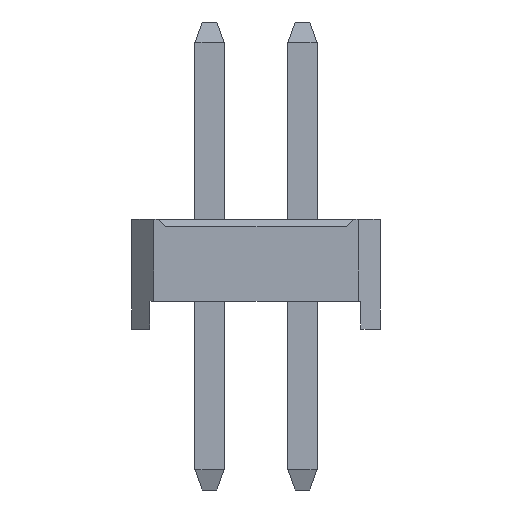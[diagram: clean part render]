
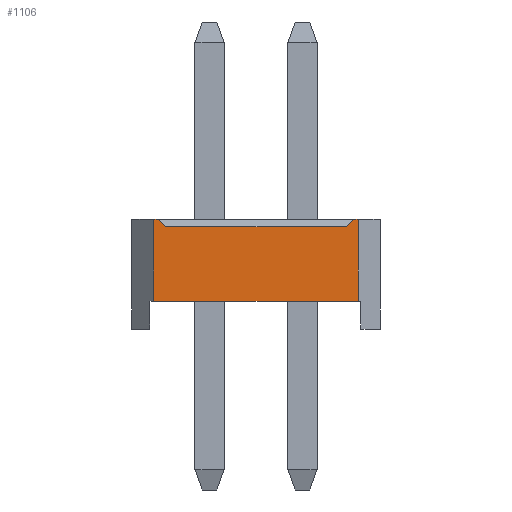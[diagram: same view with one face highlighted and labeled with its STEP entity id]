
A CAD part, left-side view. The second image highlights one B-rep face of the part: STEP entity #1106.
In plain terms, the highlighted planar face has unit normal (-1, 0, 0).
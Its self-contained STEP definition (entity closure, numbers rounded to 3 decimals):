
#1106=ADVANCED_FACE('',(#4604),#4606,.T.);
#4604=FACE_BOUND('',#4605,.T.);
#4605=EDGE_LOOP('',(#7355,#7356,#7357,#7358,#7359,#7360,#7361,#7362));
#4606=PLANE('',#4607);
#4607=AXIS2_PLACEMENT_3D('',#4608,#4609,#4610);
#4608=CARTESIAN_POINT('',(-0.635,2.035,0.));
#4609=DIRECTION('',(-1.,0.,0.));
#4610=DIRECTION('',(0.,-1.,0.));
#7355=ORIENTED_EDGE('',*,*,#9058,.F.);
#7356=ORIENTED_EDGE('',*,*,#9059,.T.);
#7357=ORIENTED_EDGE('',*,*,#9060,.F.);
#7358=ORIENTED_EDGE('',*,*,#8702,.F.);
#7359=ORIENTED_EDGE('',*,*,#9061,.F.);
#7360=ORIENTED_EDGE('',*,*,#8564,.T.);
#7361=ORIENTED_EDGE('',*,*,#9057,.T.);
#7362=ORIENTED_EDGE('',*,*,#8706,.F.);
#8564=EDGE_CURVE('',#9535,#9533,#9536,.T.);
#8702=EDGE_CURVE('',#9809,#9811,#9812,.T.);
#8706=EDGE_CURVE('',#9817,#9819,#9820,.T.);
#9057=EDGE_CURVE('',#9533,#9819,#10404,.T.);
#9058=EDGE_CURVE('',#10405,#9817,#10406,.F.);
#9059=EDGE_CURVE('',#10405,#10407,#10408,.T.);
#9060=EDGE_CURVE('',#9811,#10407,#10409,.F.);
#9061=EDGE_CURVE('',#9535,#9809,#10410,.T.);
#9533=VERTEX_POINT('',#11106);
#9535=VERTEX_POINT('',#11110);
#9536=LINE('',#11111,#11112);
#9809=VERTEX_POINT('',#11658);
#9811=VERTEX_POINT('',#11662);
#9812=LINE('',#11663,#11664);
#9817=VERTEX_POINT('',#11674);
#9819=VERTEX_POINT('',#11678);
#9820=LINE('',#11679,#11680);
#10404=LINE('',#12965,#12966);
#10405=VERTEX_POINT('',#12968);
#10406=LINE('',#12969,#12970);
#10407=VERTEX_POINT('',#12972);
#10408=LINE('',#12973,#12974);
#10409=LINE('',#12976,#12977);
#10410=LINE('',#12979,#12980);
#11106=CARTESIAN_POINT('',(-0.635,-0.765,0.38));
#11110=CARTESIAN_POINT('',(-0.635,2.035,0.38));
#11111=CARTESIAN_POINT('',(-0.635,2.035,0.38));
#11112=VECTOR('',#11113,1.);
#11113=DIRECTION('',(0.,-1.,0.));
#11658=CARTESIAN_POINT('',(-0.635,2.035,1.5));
#11662=CARTESIAN_POINT('',(-0.635,1.97,1.5));
#11663=CARTESIAN_POINT('',(-0.635,2.035,1.5));
#11664=VECTOR('',#11665,1.);
#11665=DIRECTION('',(0.,-1.,0.));
#11674=CARTESIAN_POINT('',(-0.635,-0.7,1.5));
#11678=CARTESIAN_POINT('',(-0.635,-0.765,1.5));
#11679=CARTESIAN_POINT('',(-0.635,-0.7,1.5));
#11680=VECTOR('',#11681,1.);
#11681=DIRECTION('',(0.,-1.,0.));
#12965=CARTESIAN_POINT('',(-0.635,-0.765,0.38));
#12966=VECTOR('',#12967,1.);
#12967=DIRECTION('',(0.,0.,1.));
#12968=CARTESIAN_POINT('',(-0.635,-0.6,1.4));
#12969=CARTESIAN_POINT('',(-0.635,-0.7,1.5));
#12970=VECTOR('',#12971,1.);
#12971=DIRECTION('',(0.,0.707,-0.707));
#12972=CARTESIAN_POINT('',(-0.635,1.87,1.4));
#12973=CARTESIAN_POINT('',(-0.635,-0.6,1.4));
#12974=VECTOR('',#12975,1.);
#12975=DIRECTION('',(0.,1.,0.));
#12976=CARTESIAN_POINT('',(-0.635,1.87,1.4));
#12977=VECTOR('',#12978,1.);
#12978=DIRECTION('',(0.,0.707,0.707));
#12979=CARTESIAN_POINT('',(-0.635,2.035,0.38));
#12980=VECTOR('',#12981,1.);
#12981=DIRECTION('',(0.,0.,1.));
